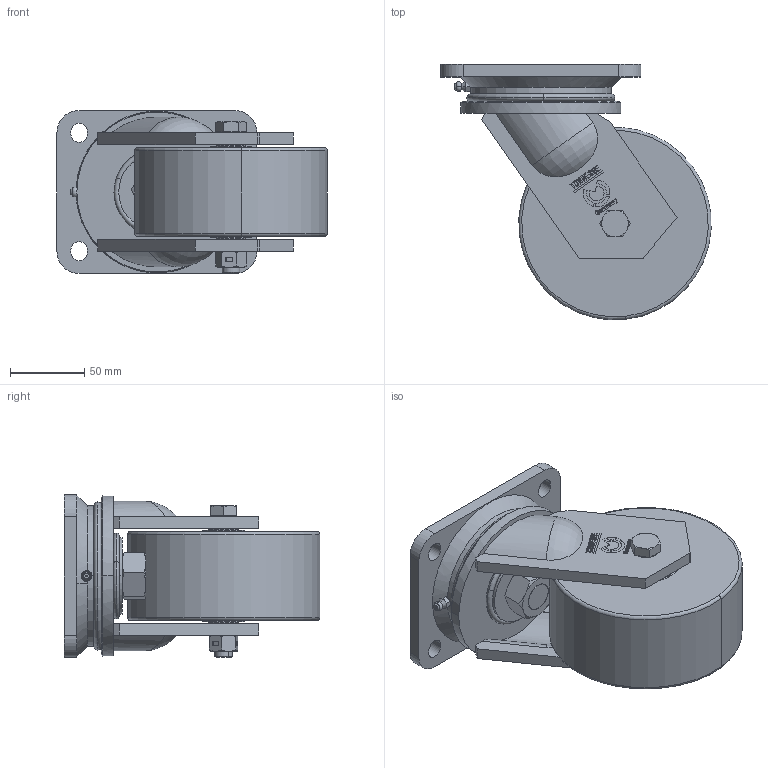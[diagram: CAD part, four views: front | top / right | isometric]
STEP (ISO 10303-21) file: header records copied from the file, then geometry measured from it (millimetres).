
FILE_DESCRIPTION (( 'STEP AP214' ), '1' );
FILE_NAME ('0019269_L-HB-STS-130-K-3.STEP', '2015-08-07T11:11:18', ( '' ), ( '' ), 'SwSTEP 2.0', 'SolidWorks 2014', '' );
FILE_SCHEMA (( 'AUTOMOTIVE_DESIGN' ));
Length unit declared in the file: millimetre
Products named in the file (2): 0019269_L-HB-STS-130-K-3
Bounding box: 182.38 x 172.38 x 110 mm (x, y, z)
Volume: 1219334 mm3; surface area: 213971.1 mm2
Topology: 24 solids, 24 shells, 864 faces, 2157 edges, 1387 vertices
Faces by surface type: plane 395, bspline 208, cylinder 134, torus 66, cone 59, sphere 2
Entity records: 40142 total; most frequent: CARTESIAN_POINT 11714, ORIENTED_EDGE 4304, DIRECTION 3020, EDGE_CURVE 2152, VERTEX_POINT 1386, AXIS2_PLACEMENT_3D 1110, EDGE_LOOP 968, B_SPLINE_CURVE_WITH_KNOTS 892
